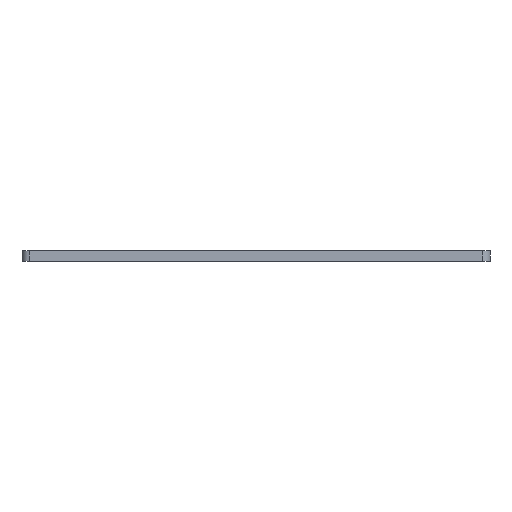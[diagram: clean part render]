
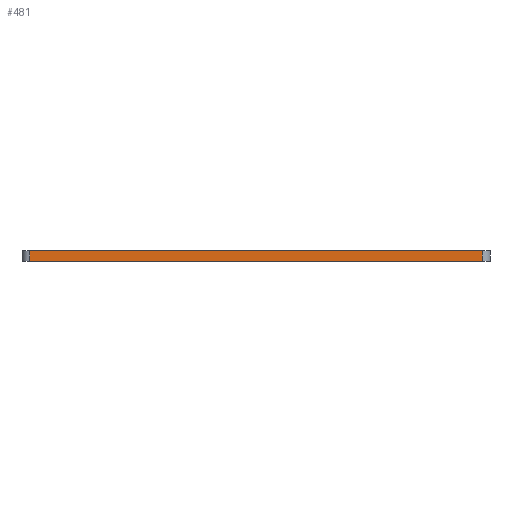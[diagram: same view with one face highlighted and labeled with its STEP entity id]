
A CAD part, left-side view. The second image highlights one B-rep face of the part: STEP entity #481.
In plain terms, the highlighted planar face has unit normal (-1, 0, 0).
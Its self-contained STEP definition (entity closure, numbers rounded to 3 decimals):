
#5 = LINE ( 'NONE', #753, #264 ) ;
#11 = DIRECTION ( 'NONE',  ( 0., -1., 0. ) ) ;
#33 = PLANE ( 'NONE',  #342 ) ;
#42 = DIRECTION ( 'NONE',  ( 0., -1., 0. ) ) ;
#89 = CARTESIAN_POINT ( 'NONE',  ( -28., -28., 4. ) ) ;
#96 = CARTESIAN_POINT ( 'NONE',  ( -28., -145., 4. ) ) ;
#103 = VERTEX_POINT ( 'NONE', #96 ) ;
#116 = LINE ( 'NONE', #294, #617 ) ;
#136 = CARTESIAN_POINT ( 'NONE',  ( -28., -145., 4. ) ) ;
#183 = VERTEX_POINT ( 'NONE', #798 ) ;
#194 = DIRECTION ( 'NONE',  ( 0., 0., 1. ) ) ;
#204 = EDGE_LOOP ( 'NONE', ( #697, #303, #442, #240 ) ) ;
#240 = ORIENTED_EDGE ( 'NONE', *, *, #373, .T. ) ;
#262 = EDGE_CURVE ( 'NONE', #687, #183, #5, .T. ) ;
#264 = VECTOR ( 'NONE', #11, 1000. ) ;
#294 = CARTESIAN_POINT ( 'NONE',  ( -28., 25., 4. ) ) ;
#303 = ORIENTED_EDGE ( 'NONE', *, *, #682, .T. ) ;
#342 = AXIS2_PLACEMENT_3D ( 'NONE', #89, #409, #405 ) ;
#373 = EDGE_CURVE ( 'NONE', #183, #103, #758, .T. ) ;
#380 = VERTEX_POINT ( 'NONE', #388 ) ;
#388 = CARTESIAN_POINT ( 'NONE',  ( -28., 25., 4. ) ) ;
#405 = DIRECTION ( 'NONE',  ( 0., 1., 0. ) ) ;
#409 = DIRECTION ( 'NONE',  ( 1., 0., 0. ) ) ;
#442 = ORIENTED_EDGE ( 'NONE', *, *, #262, .T. ) ;
#481 = ADVANCED_FACE ( 'NONE', ( #646 ), #33, .F. ) ;
#495 = LINE ( 'NONE', #744, #765 ) ;
#514 = VECTOR ( 'NONE', #194, 1000. ) ;
#611 = CARTESIAN_POINT ( 'NONE',  ( -28., 25., 0. ) ) ;
#617 = VECTOR ( 'NONE', #739, 1000. ) ;
#646 = FACE_OUTER_BOUND ( 'NONE', #204, .T. ) ;
#682 = EDGE_CURVE ( 'NONE', #380, #687, #116, .T. ) ;
#687 = VERTEX_POINT ( 'NONE', #611 ) ;
#697 = ORIENTED_EDGE ( 'NONE', *, *, #788, .F. ) ;
#739 = DIRECTION ( 'NONE',  ( 0., 0., -1. ) ) ;
#744 = CARTESIAN_POINT ( 'NONE',  ( -28., 28., 4. ) ) ;
#753 = CARTESIAN_POINT ( 'NONE',  ( -28., -28., 0. ) ) ;
#758 = LINE ( 'NONE', #136, #514 ) ;
#765 = VECTOR ( 'NONE', #42, 1000. ) ;
#788 = EDGE_CURVE ( 'NONE', #380, #103, #495, .T. ) ;
#798 = CARTESIAN_POINT ( 'NONE',  ( -28., -145., 0. ) ) ;
